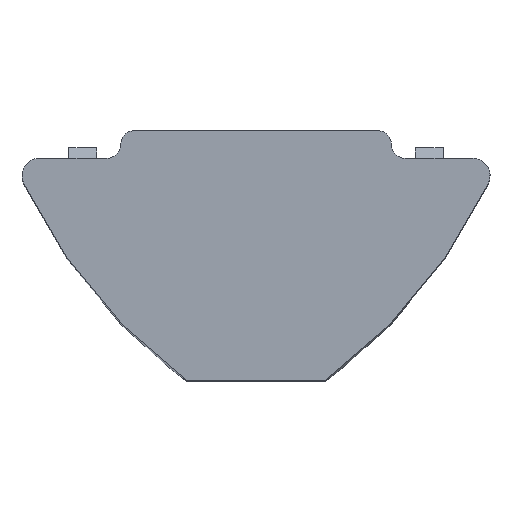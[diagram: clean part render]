
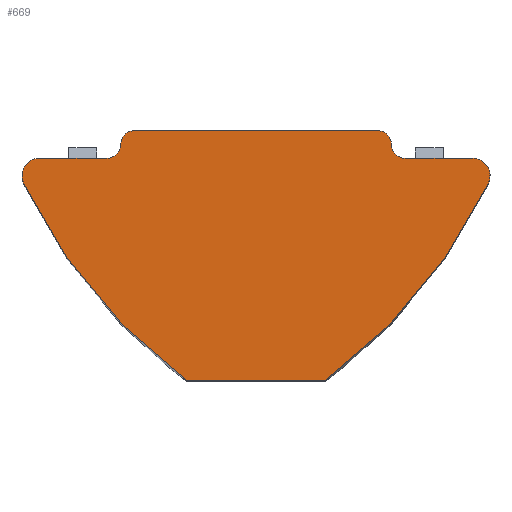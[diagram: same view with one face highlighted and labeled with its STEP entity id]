
A CAD part, top view. The second image highlights one B-rep face of the part: STEP entity #669.
In plain terms, the highlighted planar face has unit normal (0, 0, 1).
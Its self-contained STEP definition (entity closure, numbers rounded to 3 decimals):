
#1 = VERTEX_POINT ( 'NONE', #738 ) ;
#8 = AXIS2_PLACEMENT_3D ( 'NONE', #534, #524, #517 ) ;
#19 = CARTESIAN_POINT ( 'NONE',  ( -4.3, -0.8, 22. ) ) ;
#29 = VERTEX_POINT ( 'NONE', #792 ) ;
#36 = DIRECTION ( 'NONE',  ( 1., 0., 0. ) ) ;
#42 = DIRECTION ( 'NONE',  ( 0., 0., 1. ) ) ;
#48 = LINE ( 'NONE', #455, #532 ) ;
#51 = CARTESIAN_POINT ( 'NONE',  ( -3.5, -0.4, 22. ) ) ;
#52 = AXIS2_PLACEMENT_3D ( 'NONE', #255, #250, #246 ) ;
#57 = DIRECTION ( 'NONE',  ( 1., 0., 0. ) ) ;
#60 = DIRECTION ( 'NONE',  ( 0., 0., -1. ) ) ;
#61 = CIRCLE ( 'NONE', #189, 15. ) ;
#67 = CARTESIAN_POINT ( 'NONE',  ( 4.3, -0.4, 22. ) ) ;
#69 = CARTESIAN_POINT ( 'NONE',  ( 5.4, -0.8, 22. ) ) ;
#77 = DIRECTION ( 'NONE',  ( 1., 0., 0. ) ) ;
#99 = ORIENTED_EDGE ( 'NONE', *, *, #856, .T. ) ;
#114 = FACE_OUTER_BOUND ( 'NONE', #988, .T. ) ;
#126 = ORIENTED_EDGE ( 'NONE', *, *, #976, .T. ) ;
#138 = VECTOR ( 'NONE', #382, 1000. ) ;
#139 = CIRCLE ( 'NONE', #963, 0.4 ) ;
#158 = DIRECTION ( 'NONE',  ( 1., 0., 0. ) ) ;
#159 = ORIENTED_EDGE ( 'NONE', *, *, #560, .T. ) ;
#165 = CARTESIAN_POINT ( 'NONE',  ( 6.702, -1.514, 22. ) ) ;
#168 = VECTOR ( 'NONE', #404, 1000. ) ;
#169 = CARTESIAN_POINT ( 'NONE',  ( -2., -7.2, 22. ) ) ;
#178 = DIRECTION ( 'NONE',  ( 0., 0., 1. ) ) ;
#179 = AXIS2_PLACEMENT_3D ( 'NONE', #297, #286, #240 ) ;
#183 = CARTESIAN_POINT ( 'NONE',  ( 3.5, -0.4, 22. ) ) ;
#187 = VERTEX_POINT ( 'NONE', #165 ) ;
#189 = AXIS2_PLACEMENT_3D ( 'NONE', #1115, #1111, #1108 ) ;
#192 = ORIENTED_EDGE ( 'NONE', *, *, #1039, .T. ) ;
#194 = CARTESIAN_POINT ( 'NONE',  ( -4.6, -0.8, 22. ) ) ;
#200 = DIRECTION ( 'NONE',  ( -1., 0., 0. ) ) ;
#201 = DIRECTION ( 'NONE',  ( 1., 0., 0. ) ) ;
#204 = AXIS2_PLACEMENT_3D ( 'NONE', #646, #1167, #783 ) ;
#205 = CARTESIAN_POINT ( 'NONE',  ( 3.9, -0.8, 22. ) ) ;
#206 = DIRECTION ( 'NONE',  ( 0., 0., 1. ) ) ;
#208 = CARTESIAN_POINT ( 'NONE',  ( 6.854, 4.908, 22. ) ) ;
#213 = ORIENTED_EDGE ( 'NONE', *, *, #967, .T. ) ;
#220 = DIRECTION ( 'NONE',  ( 1., 0., 0. ) ) ;
#222 = LINE ( 'NONE', #522, #778 ) ;
#223 = DIRECTION ( 'NONE',  ( 0., 0., -1. ) ) ;
#225 = CARTESIAN_POINT ( 'NONE',  ( -4.3, -0.4, 22. ) ) ;
#240 = DIRECTION ( 'NONE',  ( 1., 0., 0. ) ) ;
#246 = DIRECTION ( 'NONE',  ( 1., 0., 0. ) ) ;
#250 = DIRECTION ( 'NONE',  ( 0., 0., 1. ) ) ;
#254 = ORIENTED_EDGE ( 'NONE', *, *, #588, .T. ) ;
#255 = CARTESIAN_POINT ( 'NONE',  ( -6.25, -1.3, 22. ) ) ;
#256 = CIRCLE ( 'NONE', #52, 0.5 ) ;
#275 = VERTEX_POINT ( 'NONE', #1019 ) ;
#280 = ORIENTED_EDGE ( 'NONE', *, *, #491, .T. ) ;
#286 = DIRECTION ( 'NONE',  ( 0., 0., 1. ) ) ;
#295 = ORIENTED_EDGE ( 'NONE', *, *, #537, .T. ) ;
#297 = CARTESIAN_POINT ( 'NONE',  ( -6.25, -1.3, 22. ) ) ;
#317 = VERTEX_POINT ( 'NONE', #1007 ) ;
#352 = ORIENTED_EDGE ( 'NONE', *, *, #898, .T. ) ;
#365 = CARTESIAN_POINT ( 'NONE',  ( 3.9, -0.8, 22. ) ) ;
#377 = VERTEX_POINT ( 'NONE', #885 ) ;
#382 = DIRECTION ( 'NONE',  ( -1., 0., 0. ) ) ;
#404 = DIRECTION ( 'NONE',  ( -1., 0., 0. ) ) ;
#425 = DIRECTION ( 'NONE',  ( 1., 0., 0. ) ) ;
#436 = CARTESIAN_POINT ( 'NONE',  ( -5.4, -0.8, 22. ) ) ;
#455 = CARTESIAN_POINT ( 'NONE',  ( 5.4, -0.8, 22. ) ) ;
#459 = DIRECTION ( 'NONE',  ( -1., 0., 0. ) ) ;
#478 = VERTEX_POINT ( 'NONE', #576 ) ;
#490 = CIRCLE ( 'NONE', #591, 15. ) ;
#491 = EDGE_CURVE ( 'NONE', #1044, #990, #222, .T. ) ;
#499 = CARTESIAN_POINT ( 'NONE',  ( -3.9, -0.8, 22. ) ) ;
#517 = DIRECTION ( 'NONE',  ( -1., 0., 0. ) ) ;
#521 = EDGE_CURVE ( 'NONE', #711, #317, #745, .T. ) ;
#522 = CARTESIAN_POINT ( 'NONE',  ( -3.9, -0.8, 22. ) ) ;
#524 = DIRECTION ( 'NONE',  ( 0., 0., 1. ) ) ;
#532 = VECTOR ( 'NONE', #459, 1000. ) ;
#534 = CARTESIAN_POINT ( 'NONE',  ( 6.25, -1.3, 22. ) ) ;
#537 = EDGE_CURVE ( 'NONE', #29, #593, #941, .T. ) ;
#543 = LINE ( 'NONE', #169, #1038 ) ;
#556 = DIRECTION ( 'NONE',  ( -1., 0., 0. ) ) ;
#560 = EDGE_CURVE ( 'NONE', #1161, #1, #1100, .T. ) ;
#576 = CARTESIAN_POINT ( 'NONE',  ( -6.702, -1.514, 22. ) ) ;
#583 = ORIENTED_EDGE ( 'NONE', *, *, #521, .T. ) ;
#588 = EDGE_CURVE ( 'NONE', #899, #275, #543, .T. ) ;
#591 = AXIS2_PLACEMENT_3D ( 'NONE', #208, #206, #201 ) ;
#593 = VERTEX_POINT ( 'NONE', #69 ) ;
#608 = CARTESIAN_POINT ( 'NONE',  ( -2., -7.2, 22. ) ) ;
#631 = EDGE_CURVE ( 'NONE', #317, #635, #759, .T. ) ;
#635 = VERTEX_POINT ( 'NONE', #921 ) ;
#646 = CARTESIAN_POINT ( 'NONE',  ( -6.25, -1.3, 22. ) ) ;
#648 = CARTESIAN_POINT ( 'NONE',  ( 3.9, -0.4, 22. ) ) ;
#669 = ADVANCED_FACE ( 'NONE', ( #114 ), #1188, .T. ) ;
#705 = CARTESIAN_POINT ( 'NONE',  ( -3.9, -0.4, 22. ) ) ;
#711 = VERTEX_POINT ( 'NONE', #1148 ) ;
#718 = ORIENTED_EDGE ( 'NONE', *, *, #631, .T. ) ;
#724 = CARTESIAN_POINT ( 'NONE',  ( -3.5, 0., 22. ) ) ;
#730 = CARTESIAN_POINT ( 'NONE',  ( 4.6, -0.8, 22. ) ) ;
#731 = VECTOR ( 'NONE', #425, 1000. ) ;
#733 = LINE ( 'NONE', #777, #1160 ) ;
#734 = EDGE_CURVE ( 'NONE', #275, #187, #61, .T. ) ;
#738 = CARTESIAN_POINT ( 'NONE',  ( 4.3, -0.8, 22. ) ) ;
#744 = ORIENTED_EDGE ( 'NONE', *, *, #969, .T. ) ;
#745 = LINE ( 'NONE', #499, #168 ) ;
#759 = CIRCLE ( 'NONE', #204, 0.5 ) ;
#771 = DIRECTION ( 'NONE',  ( -1., 0., 0. ) ) ;
#777 = CARTESIAN_POINT ( 'NONE',  ( 3.9, 0., 22. ) ) ;
#778 = VECTOR ( 'NONE', #556, 1000. ) ;
#783 = DIRECTION ( 'NONE',  ( 1., 0., 0. ) ) ;
#792 = CARTESIAN_POINT ( 'NONE',  ( 6.25, -0.8, 22. ) ) ;
#806 = ORIENTED_EDGE ( 'NONE', *, *, #734, .T. ) ;
#856 = EDGE_CURVE ( 'NONE', #377, #1166, #733, .T. ) ;
#885 = CARTESIAN_POINT ( 'NONE',  ( 3.5, 0., 22. ) ) ;
#891 = CIRCLE ( 'NONE', #1095, 0.4 ) ;
#898 = EDGE_CURVE ( 'NONE', #187, #29, #1141, .T. ) ;
#899 = VERTEX_POINT ( 'NONE', #608 ) ;
#921 = CARTESIAN_POINT ( 'NONE',  ( -6.75, -1.3, 22. ) ) ;
#940 = ORIENTED_EDGE ( 'NONE', *, *, #947, .T. ) ;
#941 = LINE ( 'NONE', #365, #138 ) ;
#947 = EDGE_CURVE ( 'NONE', #593, #1161, #48, .T. ) ;
#963 = AXIS2_PLACEMENT_3D ( 'NONE', #67, #60, #57 ) ;
#967 = EDGE_CURVE ( 'NONE', #635, #478, #256, .T. ) ;
#969 = EDGE_CURVE ( 'NONE', #1189, #1044, #1028, .T. ) ;
#976 = EDGE_CURVE ( 'NONE', #478, #899, #490, .T. ) ;
#981 = LINE ( 'NONE', #436, #731 ) ;
#983 = EDGE_CURVE ( 'NONE', #1200, #377, #1204, .T. ) ;
#988 = EDGE_LOOP ( 'NONE', ( #295, #940, #159, #1192, #1011, #99, #192, #744, #280, #1077, #583, #718, #213, #126, #254, #806, #352 ) ) ;
#990 = VERTEX_POINT ( 'NONE', #194 ) ;
#1007 = CARTESIAN_POINT ( 'NONE',  ( -6.25, -0.8, 22. ) ) ;
#1011 = ORIENTED_EDGE ( 'NONE', *, *, #983, .T. ) ;
#1019 = CARTESIAN_POINT ( 'NONE',  ( 2., -7.2, 22. ) ) ;
#1028 = CIRCLE ( 'NONE', #1106, 0.4 ) ;
#1034 = EDGE_CURVE ( 'NONE', #1, #1200, #139, .T. ) ;
#1038 = VECTOR ( 'NONE', #77, 1000. ) ;
#1039 = EDGE_CURVE ( 'NONE', #1166, #1189, #891, .T. ) ;
#1044 = VERTEX_POINT ( 'NONE', #19 ) ;
#1076 = AXIS2_PLACEMENT_3D ( 'NONE', #183, #178, #158 ) ;
#1077 = ORIENTED_EDGE ( 'NONE', *, *, #1083, .F. ) ;
#1083 = EDGE_CURVE ( 'NONE', #711, #990, #981, .T. ) ;
#1095 = AXIS2_PLACEMENT_3D ( 'NONE', #51, #42, #36 ) ;
#1100 = LINE ( 'NONE', #205, #1150 ) ;
#1106 = AXIS2_PLACEMENT_3D ( 'NONE', #225, #223, #220 ) ;
#1108 = DIRECTION ( 'NONE',  ( -1., 0., 0. ) ) ;
#1111 = DIRECTION ( 'NONE',  ( 0., 0., 1. ) ) ;
#1115 = CARTESIAN_POINT ( 'NONE',  ( -6.854, 4.908, 22. ) ) ;
#1141 = CIRCLE ( 'NONE', #8, 0.5 ) ;
#1148 = CARTESIAN_POINT ( 'NONE',  ( -5.4, -0.8, 22. ) ) ;
#1150 = VECTOR ( 'NONE', #200, 1000. ) ;
#1160 = VECTOR ( 'NONE', #771, 1000. ) ;
#1161 = VERTEX_POINT ( 'NONE', #730 ) ;
#1166 = VERTEX_POINT ( 'NONE', #724 ) ;
#1167 = DIRECTION ( 'NONE',  ( 0., 0., 1. ) ) ;
#1188 = PLANE ( 'NONE',  #179 ) ;
#1189 = VERTEX_POINT ( 'NONE', #705 ) ;
#1192 = ORIENTED_EDGE ( 'NONE', *, *, #1034, .T. ) ;
#1200 = VERTEX_POINT ( 'NONE', #648 ) ;
#1204 = CIRCLE ( 'NONE', #1076, 0.4 ) ;
